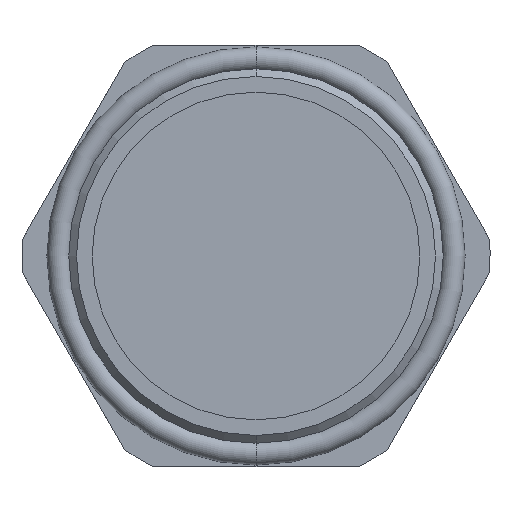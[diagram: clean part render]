
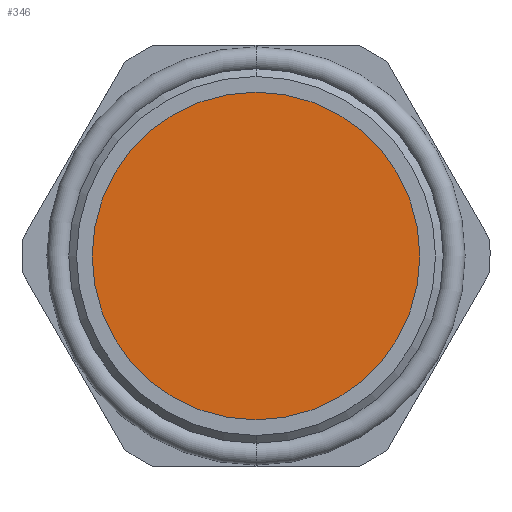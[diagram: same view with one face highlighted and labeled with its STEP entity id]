
A CAD part, front view. The second image highlights one B-rep face of the part: STEP entity #346.
In plain terms, the highlighted planar face has unit normal (0, -1, 0).
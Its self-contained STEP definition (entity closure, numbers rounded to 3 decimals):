
#6 = ORIENTED_EDGE ( 'NONE', *, *, #568, .T. ) ;
#19 = VERTEX_POINT ( 'NONE', #485 ) ;
#125 = VERTEX_POINT ( 'NONE', #464 ) ;
#168 = ORIENTED_EDGE ( 'NONE', *, *, #564, .T. ) ;
#195 = EDGE_LOOP ( 'NONE', ( #6, #168 ) ) ;
#346 = ADVANCED_FACE ( 'NONE', ( #378 ), #764, .F. ) ;
#369 = AXIS2_PLACEMENT_3D ( 'NONE', #865, #866, #867 ) ;
#378 = FACE_OUTER_BOUND ( 'NONE', #195, .T. ) ;
#406 = AXIS2_PLACEMENT_3D ( 'NONE', #765, #766, #767 ) ;
#464 = CARTESIAN_POINT ( 'NONE',  ( 0., -1.5, -10.5 ) ) ;
#485 = CARTESIAN_POINT ( 'NONE',  ( 0., -1.5, 10.5 ) ) ;
#564 = EDGE_CURVE ( 'NONE', #19, #125, #636, .T. ) ;
#568 = EDGE_CURVE ( 'NONE', #125, #19, #642, .T. ) ;
#636 = CIRCLE ( 'NONE', #1122, 10.5 ) ;
#642 = CIRCLE ( 'NONE', #369, 10.5 ) ;
#764 = PLANE ( 'NONE',  #406 ) ;
#765 = CARTESIAN_POINT ( 'NONE',  ( -10.5, -1.5, 0. ) ) ;
#766 = DIRECTION ( 'NONE',  ( 0., 1., 0. ) ) ;
#767 = DIRECTION ( 'NONE',  ( 0., 0., 1. ) ) ;
#853 = CARTESIAN_POINT ( 'NONE',  ( 0., -1.5, 0. ) ) ;
#854 = DIRECTION ( 'NONE',  ( 0., -1., 0. ) ) ;
#855 = DIRECTION ( 'NONE',  ( 0., 0., -1. ) ) ;
#865 = CARTESIAN_POINT ( 'NONE',  ( 0., -1.5, 0. ) ) ;
#866 = DIRECTION ( 'NONE',  ( 0., -1., 0. ) ) ;
#867 = DIRECTION ( 'NONE',  ( 0., 0., -1. ) ) ;
#1122 = AXIS2_PLACEMENT_3D ( 'NONE', #853, #854, #855 ) ;
